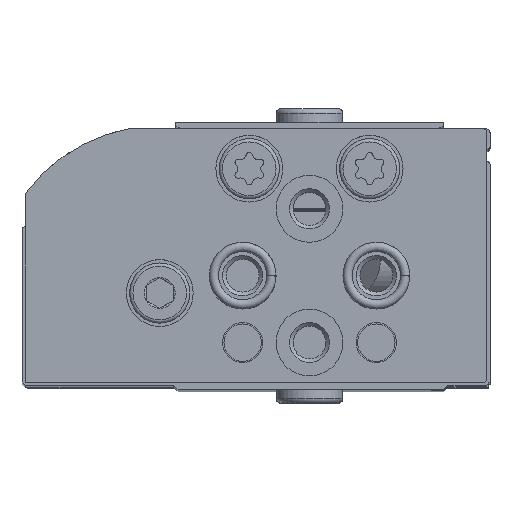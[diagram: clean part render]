
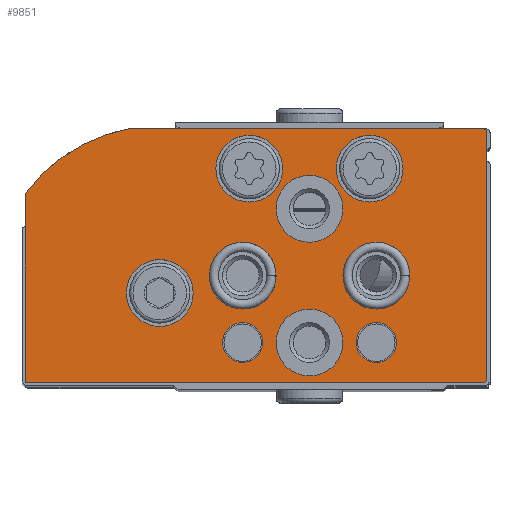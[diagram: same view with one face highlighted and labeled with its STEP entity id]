
A CAD part, top view. The second image highlights one B-rep face of the part: STEP entity #9851.
In plain terms, the highlighted face is planar.
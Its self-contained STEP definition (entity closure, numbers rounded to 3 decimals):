
#1048=LINE('',#16860,#1800);
#1052=LINE('',#16870,#1804);
#1054=LINE('',#16874,#1806);
#1057=LINE('',#16882,#1809);
#1800=VECTOR('',#13580,1000.);
#1804=VECTOR('',#13590,1000.);
#1806=VECTOR('',#13594,1000.);
#1809=VECTOR('',#13603,1000.);
#3850=ORIENTED_EDGE('',*,*,#5611,.T.);
#3851=ORIENTED_EDGE('',*,*,#5612,.T.);
#3852=ORIENTED_EDGE('',*,*,#5613,.T.);
#3853=ORIENTED_EDGE('',*,*,#5614,.T.);
#3854=ORIENTED_EDGE('',*,*,#5615,.T.);
#3855=ORIENTED_EDGE('',*,*,#5616,.T.);
#3856=ORIENTED_EDGE('',*,*,#5617,.T.);
#3857=ORIENTED_EDGE('',*,*,#5618,.T.);
#3858=ORIENTED_EDGE('',*,*,#5619,.T.);
#3859=ORIENTED_EDGE('',*,*,#5596,.F.);
#3860=ORIENTED_EDGE('',*,*,#5610,.F.);
#3861=ORIENTED_EDGE('',*,*,#5607,.F.);
#3862=ORIENTED_EDGE('',*,*,#5605,.F.);
#3863=ORIENTED_EDGE('',*,*,#5603,.F.);
#3864=ORIENTED_EDGE('',*,*,#5601,.F.);
#3865=ORIENTED_EDGE('',*,*,#5599,.F.);
#5596=EDGE_CURVE('',#6669,#6670,#1048,.T.);
#5599=EDGE_CURVE('',#6670,#6671,#7224,.T.);
#5601=EDGE_CURVE('',#6671,#6672,#1052,.T.);
#5603=EDGE_CURVE('',#6672,#6673,#1054,.T.);
#5605=EDGE_CURVE('',#6673,#6674,#7225,.T.);
#5607=EDGE_CURVE('',#6674,#6675,#1057,.T.);
#5610=EDGE_CURVE('',#6675,#6669,#7226,.T.);
#5611=EDGE_CURVE('',#6676,#6676,#7227,.T.);
#5612=EDGE_CURVE('',#6677,#6677,#7228,.T.);
#5613=EDGE_CURVE('',#6678,#6678,#7229,.T.);
#5614=EDGE_CURVE('',#6679,#6679,#7230,.T.);
#5615=EDGE_CURVE('',#6680,#6680,#7231,.T.);
#5616=EDGE_CURVE('',#6681,#6681,#7232,.T.);
#5617=EDGE_CURVE('',#6682,#6682,#7233,.T.);
#5618=EDGE_CURVE('',#6683,#6683,#7234,.T.);
#5619=EDGE_CURVE('',#6684,#6684,#7235,.T.);
#6669=VERTEX_POINT('',#16861);
#6670=VERTEX_POINT('',#16862);
#6671=VERTEX_POINT('',#16867);
#6672=VERTEX_POINT('',#16871);
#6673=VERTEX_POINT('',#16875);
#6674=VERTEX_POINT('',#16879);
#6675=VERTEX_POINT('',#16883);
#6676=VERTEX_POINT('',#16890);
#6677=VERTEX_POINT('',#16892);
#6678=VERTEX_POINT('',#16894);
#6679=VERTEX_POINT('',#16896);
#6680=VERTEX_POINT('',#16898);
#6681=VERTEX_POINT('',#16900);
#6682=VERTEX_POINT('',#16902);
#6683=VERTEX_POINT('',#16904);
#6684=VERTEX_POINT('',#16906);
#7224=CIRCLE('',#11110,0.3);
#7225=CIRCLE('',#11114,12.5);
#7226=CIRCLE('',#11117,0.3);
#7227=CIRCLE('',#11119,2.5);
#7228=CIRCLE('',#11120,1.5);
#7229=CIRCLE('',#11121,2.5);
#7230=CIRCLE('',#11122,1.5);
#7231=CIRCLE('',#11123,2.5);
#7232=CIRCLE('',#11124,2.5);
#7233=CIRCLE('',#11125,2.5);
#7234=CIRCLE('',#11126,2.5);
#7235=CIRCLE('',#11127,2.5);
#7959=EDGE_LOOP('',(#3850));
#7960=EDGE_LOOP('',(#3851));
#7961=EDGE_LOOP('',(#3852));
#7962=EDGE_LOOP('',(#3853));
#7963=EDGE_LOOP('',(#3854));
#7964=EDGE_LOOP('',(#3855));
#7965=EDGE_LOOP('',(#3856));
#7966=EDGE_LOOP('',(#3857));
#7967=EDGE_LOOP('',(#3858));
#7968=EDGE_LOOP('',(#3859,#3860,#3861,#3862,#3863,#3864,#3865));
#8832=FACE_BOUND('',#7959,.T.);
#8833=FACE_BOUND('',#7960,.T.);
#8834=FACE_BOUND('',#7961,.T.);
#8835=FACE_BOUND('',#7962,.T.);
#8836=FACE_BOUND('',#7963,.T.);
#8837=FACE_BOUND('',#7964,.T.);
#8838=FACE_BOUND('',#7965,.T.);
#8839=FACE_BOUND('',#7966,.T.);
#8840=FACE_BOUND('',#7967,.T.);
#8841=FACE_BOUND('',#7968,.T.);
#9370=PLANE('',#11118);
#9851=ADVANCED_FACE('',(#8832,#8833,#8834,#8835,#8836,#8837,#8838,#8839,
#8840,#8841),#9370,.F.);
#11110=AXIS2_PLACEMENT_3D('',#16866,#13585,#13586);
#11114=AXIS2_PLACEMENT_3D('',#16878,#13598,#13599);
#11117=AXIS2_PLACEMENT_3D('',#16887,#13608,#13609);
#11118=AXIS2_PLACEMENT_3D('',#16888,#13610,#13611);
#11119=AXIS2_PLACEMENT_3D('',#16889,#13612,#13613);
#11120=AXIS2_PLACEMENT_3D('',#16891,#13614,#13615);
#11121=AXIS2_PLACEMENT_3D('',#16893,#13616,#13617);
#11122=AXIS2_PLACEMENT_3D('',#16895,#13618,#13619);
#11123=AXIS2_PLACEMENT_3D('',#16897,#13620,#13621);
#11124=AXIS2_PLACEMENT_3D('',#16899,#13622,#13623);
#11125=AXIS2_PLACEMENT_3D('',#16901,#13624,#13625);
#11126=AXIS2_PLACEMENT_3D('',#16903,#13626,#13627);
#11127=AXIS2_PLACEMENT_3D('',#16905,#13628,#13629);
#13580=DIRECTION('',(0.,-1.,0.));
#13585=DIRECTION('',(0.,0.,1.));
#13586=DIRECTION('',(1.,0.,0.));
#13590=DIRECTION('',(1.,0.,0.));
#13594=DIRECTION('',(0.,1.,0.));
#13598=DIRECTION('',(0.,0.,1.));
#13599=DIRECTION('',(1.,0.,0.));
#13603=DIRECTION('',(-1.,0.,0.));
#13608=DIRECTION('',(0.,0.,1.));
#13609=DIRECTION('',(1.,0.,0.));
#13610=DIRECTION('',(0.,0.,1.));
#13611=DIRECTION('',(1.,0.,0.));
#13612=DIRECTION('',(0.,0.,1.));
#13613=DIRECTION('',(1.,0.,0.));
#13614=DIRECTION('',(0.,0.,1.));
#13615=DIRECTION('',(1.,0.,0.));
#13616=DIRECTION('',(0.,0.,1.));
#13617=DIRECTION('',(1.,0.,0.));
#13618=DIRECTION('',(0.,0.,1.));
#13619=DIRECTION('',(1.,0.,0.));
#13620=DIRECTION('',(0.,0.,1.));
#13621=DIRECTION('',(1.,0.,0.));
#13622=DIRECTION('',(0.,0.,1.));
#13623=DIRECTION('',(1.,0.,0.));
#13624=DIRECTION('',(0.,0.,1.));
#13625=DIRECTION('',(1.,0.,0.));
#13626=DIRECTION('',(0.,0.,1.));
#13627=DIRECTION('',(1.,0.,0.));
#13628=DIRECTION('',(0.,0.,1.));
#13629=DIRECTION('',(1.,0.,0.));
#16860=CARTESIAN_POINT('',(0.,18.7,0.));
#16861=CARTESIAN_POINT('',(0.,18.7,0.));
#16862=CARTESIAN_POINT('',(0.,0.3,0.));
#16866=CARTESIAN_POINT('',(0.3,0.3,0.));
#16867=CARTESIAN_POINT('',(0.3,0.,0.));
#16870=CARTESIAN_POINT('',(0.3,0.,0.));
#16871=CARTESIAN_POINT('',(34.5,0.,0.));
#16874=CARTESIAN_POINT('',(34.5,0.,0.));
#16875=CARTESIAN_POINT('',(34.5,14.133,0.));
#16878=CARTESIAN_POINT('',(24.45,6.7,0.));
#16879=CARTESIAN_POINT('',(26.677,19.,0.));
#16882=CARTESIAN_POINT('',(26.677,19.,0.));
#16883=CARTESIAN_POINT('',(0.3,19.,0.));
#16887=CARTESIAN_POINT('',(0.3,18.7,0.));
#16888=CARTESIAN_POINT('',(0.3,0.3,0.));
#16889=CARTESIAN_POINT('',(24.45,6.7,0.));
#16890=CARTESIAN_POINT('',(26.95,6.7,0.));
#16891=CARTESIAN_POINT('',(8.25,3.,0.));
#16892=CARTESIAN_POINT('',(9.75,3.,0.));
#16893=CARTESIAN_POINT('',(13.25,3.,0.));
#16894=CARTESIAN_POINT('',(15.75,3.,0.));
#16895=CARTESIAN_POINT('',(18.25,3.,0.));
#16896=CARTESIAN_POINT('',(19.75,3.,0.));
#16897=CARTESIAN_POINT('',(18.25,8.,0.));
#16898=CARTESIAN_POINT('',(20.75,8.,0.));
#16899=CARTESIAN_POINT('',(8.25,8.,0.));
#16900=CARTESIAN_POINT('',(10.75,8.,0.));
#16901=CARTESIAN_POINT('',(13.25,13.,0.));
#16902=CARTESIAN_POINT('',(15.75,13.,0.));
#16903=CARTESIAN_POINT('',(8.75,16.,0.));
#16904=CARTESIAN_POINT('',(11.25,16.,0.));
#16905=CARTESIAN_POINT('',(17.75,16.,0.));
#16906=CARTESIAN_POINT('',(20.25,16.,0.));
